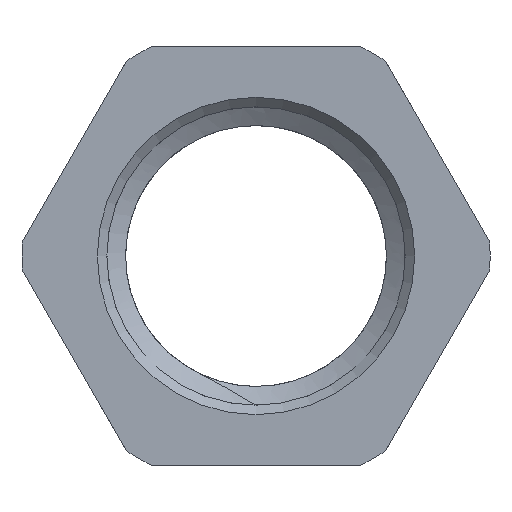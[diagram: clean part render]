
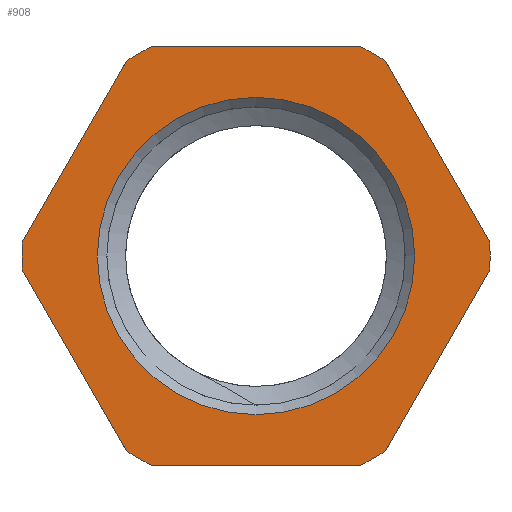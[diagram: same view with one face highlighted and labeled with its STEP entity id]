
A CAD part, left-side view. The second image highlights one B-rep face of the part: STEP entity #908.
In plain terms, the highlighted planar face has unit normal (-1, 0, 0).
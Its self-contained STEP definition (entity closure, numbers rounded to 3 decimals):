
#22=FACE_BOUND('',#210,.T.);
#44=CIRCLE('',#974,0.2);
#51=CIRCLE('',#984,0.2);
#54=CIRCLE('',#989,0.2);
#55=CIRCLE('',#990,9.5);
#56=CIRCLE('',#991,0.2);
#57=CIRCLE('',#992,0.2);
#58=CIRCLE('',#993,9.5);
#59=CIRCLE('',#994,0.2);
#60=CIRCLE('',#995,0.2);
#61=CIRCLE('',#996,9.5);
#62=CIRCLE('',#997,0.2);
#63=CIRCLE('',#998,0.2);
#64=CIRCLE('',#999,9.5);
#65=CIRCLE('',#1000,0.2);
#66=CIRCLE('',#1001,0.2);
#67=CIRCLE('',#1002,9.5);
#68=CIRCLE('',#1003,0.2);
#69=CIRCLE('',#1004,9.5);
#70=CIRCLE('',#1005,6.44);
#120=PLANE('',#988);
#146=FACE_OUTER_BOUND('',#209,.T.);
#209=EDGE_LOOP('',(#631,#632,#633,#634,#635,#636,#637,#638,#639,#640,#641,
#642,#643,#644,#645,#646,#647,#648,#649,#650,#651,#652,#653,#654));
#210=EDGE_LOOP('',(#655));
#272=LINE('',#2070,#305);
#273=LINE('',#2078,#306);
#274=LINE('',#2086,#307);
#275=LINE('',#2094,#308);
#276=LINE('',#2102,#309);
#277=LINE('',#2109,#310);
#305=VECTOR('',#1149,10.);
#306=VECTOR('',#1156,10.);
#307=VECTOR('',#1163,10.);
#308=VECTOR('',#1170,10.);
#309=VECTOR('',#1177,10.);
#310=VECTOR('',#1184,10.);
#375=VERTEX_POINT('',#2040);
#376=VERTEX_POINT('',#2041);
#382=VERTEX_POINT('',#2059);
#383=VERTEX_POINT('',#2060);
#385=VERTEX_POINT('',#2069);
#386=VERTEX_POINT('',#2071);
#387=VERTEX_POINT('',#2073);
#388=VERTEX_POINT('',#2075);
#389=VERTEX_POINT('',#2077);
#390=VERTEX_POINT('',#2079);
#391=VERTEX_POINT('',#2081);
#392=VERTEX_POINT('',#2083);
#393=VERTEX_POINT('',#2085);
#394=VERTEX_POINT('',#2087);
#395=VERTEX_POINT('',#2089);
#396=VERTEX_POINT('',#2091);
#397=VERTEX_POINT('',#2093);
#398=VERTEX_POINT('',#2095);
#399=VERTEX_POINT('',#2097);
#400=VERTEX_POINT('',#2099);
#401=VERTEX_POINT('',#2101);
#402=VERTEX_POINT('',#2103);
#403=VERTEX_POINT('',#2105);
#404=VERTEX_POINT('',#2107);
#405=VERTEX_POINT('',#2111);
#462=EDGE_CURVE('',#375,#376,#44,.T.);
#471=EDGE_CURVE('',#382,#383,#51,.T.);
#476=EDGE_CURVE('',#375,#385,#272,.T.);
#477=EDGE_CURVE('',#386,#385,#54,.T.);
#478=EDGE_CURVE('',#387,#386,#55,.T.);
#479=EDGE_CURVE('',#388,#387,#56,.T.);
#480=EDGE_CURVE('',#388,#389,#273,.T.);
#481=EDGE_CURVE('',#390,#389,#57,.T.);
#482=EDGE_CURVE('',#391,#390,#58,.T.);
#483=EDGE_CURVE('',#392,#391,#59,.T.);
#484=EDGE_CURVE('',#392,#393,#274,.T.);
#485=EDGE_CURVE('',#394,#393,#60,.T.);
#486=EDGE_CURVE('',#395,#394,#61,.T.);
#487=EDGE_CURVE('',#396,#395,#62,.T.);
#488=EDGE_CURVE('',#396,#397,#275,.T.);
#489=EDGE_CURVE('',#398,#397,#63,.T.);
#490=EDGE_CURVE('',#399,#398,#64,.T.);
#491=EDGE_CURVE('',#400,#399,#65,.T.);
#492=EDGE_CURVE('',#400,#401,#276,.T.);
#493=EDGE_CURVE('',#402,#401,#66,.T.);
#494=EDGE_CURVE('',#403,#402,#67,.T.);
#495=EDGE_CURVE('',#404,#403,#68,.T.);
#496=EDGE_CURVE('',#404,#383,#277,.T.);
#497=EDGE_CURVE('',#376,#382,#69,.T.);
#498=EDGE_CURVE('',#405,#405,#70,.T.);
#631=ORIENTED_EDGE('',*,*,#462,.F.);
#632=ORIENTED_EDGE('',*,*,#476,.T.);
#633=ORIENTED_EDGE('',*,*,#477,.F.);
#634=ORIENTED_EDGE('',*,*,#478,.F.);
#635=ORIENTED_EDGE('',*,*,#479,.F.);
#636=ORIENTED_EDGE('',*,*,#480,.T.);
#637=ORIENTED_EDGE('',*,*,#481,.F.);
#638=ORIENTED_EDGE('',*,*,#482,.F.);
#639=ORIENTED_EDGE('',*,*,#483,.F.);
#640=ORIENTED_EDGE('',*,*,#484,.T.);
#641=ORIENTED_EDGE('',*,*,#485,.F.);
#642=ORIENTED_EDGE('',*,*,#486,.F.);
#643=ORIENTED_EDGE('',*,*,#487,.F.);
#644=ORIENTED_EDGE('',*,*,#488,.T.);
#645=ORIENTED_EDGE('',*,*,#489,.F.);
#646=ORIENTED_EDGE('',*,*,#490,.F.);
#647=ORIENTED_EDGE('',*,*,#491,.F.);
#648=ORIENTED_EDGE('',*,*,#492,.T.);
#649=ORIENTED_EDGE('',*,*,#493,.F.);
#650=ORIENTED_EDGE('',*,*,#494,.F.);
#651=ORIENTED_EDGE('',*,*,#495,.F.);
#652=ORIENTED_EDGE('',*,*,#496,.T.);
#653=ORIENTED_EDGE('',*,*,#471,.F.);
#654=ORIENTED_EDGE('',*,*,#497,.F.);
#655=ORIENTED_EDGE('',*,*,#498,.F.);
#908=ADVANCED_FACE('',(#146,#22),#120,.T.);
#974=AXIS2_PLACEMENT_3D('',#2042,#1115,#1116);
#984=AXIS2_PLACEMENT_3D('',#2061,#1137,#1138);
#988=AXIS2_PLACEMENT_3D('',#2068,#1147,#1148);
#989=AXIS2_PLACEMENT_3D('',#2072,#1150,#1151);
#990=AXIS2_PLACEMENT_3D('',#2074,#1152,#1153);
#991=AXIS2_PLACEMENT_3D('',#2076,#1154,#1155);
#992=AXIS2_PLACEMENT_3D('',#2080,#1157,#1158);
#993=AXIS2_PLACEMENT_3D('',#2082,#1159,#1160);
#994=AXIS2_PLACEMENT_3D('',#2084,#1161,#1162);
#995=AXIS2_PLACEMENT_3D('',#2088,#1164,#1165);
#996=AXIS2_PLACEMENT_3D('',#2090,#1166,#1167);
#997=AXIS2_PLACEMENT_3D('',#2092,#1168,#1169);
#998=AXIS2_PLACEMENT_3D('',#2096,#1171,#1172);
#999=AXIS2_PLACEMENT_3D('',#2098,#1173,#1174);
#1000=AXIS2_PLACEMENT_3D('',#2100,#1175,#1176);
#1001=AXIS2_PLACEMENT_3D('',#2104,#1178,#1179);
#1002=AXIS2_PLACEMENT_3D('',#2106,#1180,#1181);
#1003=AXIS2_PLACEMENT_3D('',#2108,#1182,#1183);
#1004=AXIS2_PLACEMENT_3D('',#2110,#1185,#1186);
#1005=AXIS2_PLACEMENT_3D('',#2112,#1187,#1188);
#1115=DIRECTION('center_axis',(1.,0.,0.));
#1116=DIRECTION('ref_axis',(0.,0.726,0.687));
#1137=DIRECTION('center_axis',(1.,0.,0.));
#1138=DIRECTION('ref_axis',(0.,0.232,0.973));
#1147=DIRECTION('center_axis',(-1.,0.,0.));
#1148=DIRECTION('ref_axis',(0.,0.,1.));
#1149=DIRECTION('',(0.,0.5,-0.866));
#1150=DIRECTION('center_axis',(1.,0.,0.));
#1151=DIRECTION('ref_axis',(0.,0.958,0.286));
#1152=DIRECTION('center_axis',(1.,0.,0.));
#1153=DIRECTION('ref_axis',(0.,0.,-1.));
#1154=DIRECTION('center_axis',(1.,0.,0.));
#1155=DIRECTION('ref_axis',(0.,0.958,-0.286));
#1156=DIRECTION('',(0.,-0.5,-0.866));
#1157=DIRECTION('center_axis',(1.,0.,0.));
#1158=DIRECTION('ref_axis',(0.,0.726,-0.687));
#1159=DIRECTION('center_axis',(1.,0.,0.));
#1160=DIRECTION('ref_axis',(0.,0.,-1.));
#1161=DIRECTION('center_axis',(1.,0.,0.));
#1162=DIRECTION('ref_axis',(0.,0.232,-0.973));
#1163=DIRECTION('',(0.,-1.,0.));
#1164=DIRECTION('center_axis',(1.,0.,0.));
#1165=DIRECTION('ref_axis',(0.,-0.232,-0.973));
#1166=DIRECTION('center_axis',(1.,0.,0.));
#1167=DIRECTION('ref_axis',(0.,0.,-1.));
#1168=DIRECTION('center_axis',(1.,0.,0.));
#1169=DIRECTION('ref_axis',(0.,-0.726,-0.687));
#1170=DIRECTION('',(0.,-0.5,0.866));
#1171=DIRECTION('center_axis',(1.,0.,0.));
#1172=DIRECTION('ref_axis',(0.,-0.958,-0.286));
#1173=DIRECTION('center_axis',(1.,0.,0.));
#1174=DIRECTION('ref_axis',(0.,0.,-1.));
#1175=DIRECTION('center_axis',(1.,0.,0.));
#1176=DIRECTION('ref_axis',(0.,-0.958,0.286));
#1177=DIRECTION('',(0.,0.5,0.866));
#1178=DIRECTION('center_axis',(1.,0.,0.));
#1179=DIRECTION('ref_axis',(0.,-0.726,0.687));
#1180=DIRECTION('center_axis',(1.,0.,0.));
#1181=DIRECTION('ref_axis',(0.,0.,-1.));
#1182=DIRECTION('center_axis',(1.,0.,0.));
#1183=DIRECTION('ref_axis',(0.,-0.232,0.973));
#1184=DIRECTION('',(0.,1.,0.));
#1185=DIRECTION('center_axis',(1.,0.,0.));
#1186=DIRECTION('ref_axis',(0.,0.,-1.));
#1187=DIRECTION('center_axis',(-1.,0.,0.));
#1188=DIRECTION('ref_axis',(0.,-1.,0.));
#2040=CARTESIAN_POINT('',(-5.1,5.264,7.883));
#2041=CARTESIAN_POINT('',(-5.1,5.2,7.951));
#2042=CARTESIAN_POINT('Origin',(-5.1,5.09,7.783));
#2059=CARTESIAN_POINT('',(-5.1,4.285,8.478));
#2060=CARTESIAN_POINT('',(-5.1,4.195,8.5));
#2061=CARTESIAN_POINT('Origin',(-5.1,4.195,8.3));
#2068=CARTESIAN_POINT('Origin',(-5.1,9.5,0.));
#2069=CARTESIAN_POINT('',(-5.1,9.459,0.617));
#2070=CARTESIAN_POINT('',(-5.1,9.609,0.356));
#2071=CARTESIAN_POINT('',(-5.1,9.485,0.528));
#2072=CARTESIAN_POINT('Origin',(-5.1,9.286,0.517));
#2073=CARTESIAN_POINT('',(-5.1,9.485,-0.528));
#2074=CARTESIAN_POINT('Origin',(-5.1,0.,0.));
#2075=CARTESIAN_POINT('',(-5.1,9.459,-0.617));
#2076=CARTESIAN_POINT('Origin',(-5.1,9.286,-0.517));
#2077=CARTESIAN_POINT('',(-5.1,5.264,-7.883));
#2078=CARTESIAN_POINT('',(-5.1,7.488,-4.03));
#2079=CARTESIAN_POINT('',(-5.1,5.2,-7.951));
#2080=CARTESIAN_POINT('Origin',(-5.1,5.09,-7.783));
#2081=CARTESIAN_POINT('',(-5.1,4.285,-8.478));
#2082=CARTESIAN_POINT('Origin',(-5.1,0.,0.));
#2083=CARTESIAN_POINT('',(-5.1,4.195,-8.5));
#2084=CARTESIAN_POINT('Origin',(-5.1,4.195,-8.3));
#2085=CARTESIAN_POINT('',(-5.1,-4.195,-8.5));
#2086=CARTESIAN_POINT('',(-5.1,2.629,-8.5));
#2087=CARTESIAN_POINT('',(-5.1,-4.285,-8.478));
#2088=CARTESIAN_POINT('Origin',(-5.1,-4.195,-8.3));
#2089=CARTESIAN_POINT('',(-5.1,-5.2,-7.951));
#2090=CARTESIAN_POINT('Origin',(-5.1,0.,0.));
#2091=CARTESIAN_POINT('',(-5.1,-5.264,-7.883));
#2092=CARTESIAN_POINT('Origin',(-5.1,-5.09,-7.783));
#2093=CARTESIAN_POINT('',(-5.1,-9.459,-0.617));
#2094=CARTESIAN_POINT('',(-5.1,-7.234,-4.47));
#2095=CARTESIAN_POINT('',(-5.1,-9.485,-0.528));
#2096=CARTESIAN_POINT('Origin',(-5.1,-9.286,-0.517));
#2097=CARTESIAN_POINT('',(-5.1,-9.485,0.528));
#2098=CARTESIAN_POINT('Origin',(-5.1,0.,0.));
#2099=CARTESIAN_POINT('',(-5.1,-9.459,0.617));
#2100=CARTESIAN_POINT('Origin',(-5.1,-9.286,0.517));
#2101=CARTESIAN_POINT('',(-5.1,-5.264,7.883));
#2102=CARTESIAN_POINT('',(-5.1,-5.113,8.144));
#2103=CARTESIAN_POINT('',(-5.1,-5.2,7.951));
#2104=CARTESIAN_POINT('Origin',(-5.1,-5.09,7.783));
#2105=CARTESIAN_POINT('',(-5.1,-4.285,8.478));
#2106=CARTESIAN_POINT('Origin',(-5.1,0.,0.));
#2107=CARTESIAN_POINT('',(-5.1,-4.195,8.5));
#2108=CARTESIAN_POINT('Origin',(-5.1,-4.195,8.3));
#2109=CARTESIAN_POINT('',(-5.1,6.871,8.5));
#2110=CARTESIAN_POINT('Origin',(-5.1,0.,0.));
#2111=CARTESIAN_POINT('',(-5.1,6.44,0.));
#2112=CARTESIAN_POINT('Origin',(-5.1,0.,0.));
